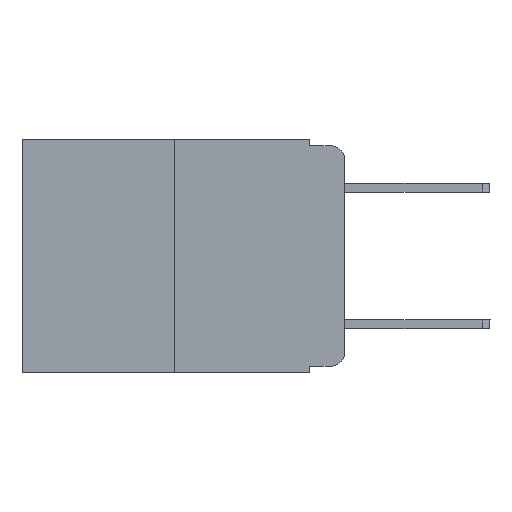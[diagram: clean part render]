
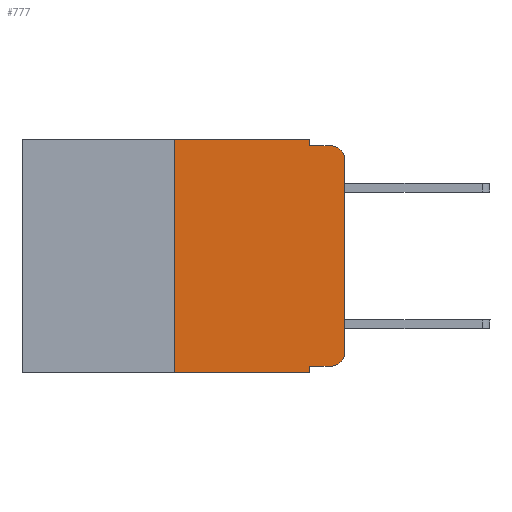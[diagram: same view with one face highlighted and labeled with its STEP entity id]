
A CAD part, left-side view. The second image highlights one B-rep face of the part: STEP entity #777.
In plain terms, the highlighted planar face has unit normal (-1, 0, 0).
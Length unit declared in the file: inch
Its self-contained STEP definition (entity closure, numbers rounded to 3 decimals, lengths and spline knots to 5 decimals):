
#33 = DIRECTION ( 'NONE',  ( 1., 0., 0. ) ) ;
#187 = CIRCLE ( 'NONE', #7945, 0.02 ) ;
#233 = LINE ( 'NONE', #3426, #9014 ) ;
#241 = VECTOR ( 'NONE', #5379, 39.37008 ) ;
#287 = EDGE_CURVE ( 'NONE', #1983, #593, #1796, .T. ) ;
#379 = CARTESIAN_POINT ( 'NONE',  ( 0., 0., -0.313 ) ) ;
#528 = DIRECTION ( 'NONE',  ( -1., 0., 0. ) ) ;
#563 = CARTESIAN_POINT ( 'NONE',  ( 0., 0.02, -0.01 ) ) ;
#593 = VERTEX_POINT ( 'NONE', #5275 ) ;
#599 = DIRECTION ( 'NONE',  ( -1., 0., 0. ) ) ;
#663 = VECTOR ( 'NONE', #817, 39.37008 ) ;
#776 = EDGE_CURVE ( 'NONE', #9798, #6039, #2068, .T. ) ;
#777 = ADVANCED_FACE ( 'NONE', ( #1814 ), #9661, .F. ) ;
#817 = DIRECTION ( 'NONE',  ( 0., -1., 0. ) ) ;
#968 = EDGE_CURVE ( 'NONE', #9798, #4957, #1679, .T. ) ;
#1201 = ORIENTED_EDGE ( 'NONE', *, *, #2236, .T. ) ;
#1344 = ORIENTED_EDGE ( 'NONE', *, *, #3841, .T. ) ;
#1451 = ORIENTED_EDGE ( 'NONE', *, *, #776, .T. ) ;
#1545 = CARTESIAN_POINT ( 'NONE',  ( 0., 0.473, 0. ) ) ;
#1608 = ORIENTED_EDGE ( 'NONE', *, *, #2884, .T. ) ;
#1679 = LINE ( 'NONE', #8425, #5011 ) ;
#1796 = LINE ( 'NONE', #1545, #2051 ) ;
#1814 = FACE_OUTER_BOUND ( 'NONE', #8634, .T. ) ;
#1983 = VERTEX_POINT ( 'NONE', #8284 ) ;
#2051 = VECTOR ( 'NONE', #4109, 39.37008 ) ;
#2068 = LINE ( 'NONE', #8844, #663 ) ;
#2126 = CARTESIAN_POINT ( 'NONE',  ( 0., 0.473, -0.343 ) ) ;
#2236 = EDGE_CURVE ( 'NONE', #5568, #4957, #6731, .T. ) ;
#2349 = CARTESIAN_POINT ( 'NONE',  ( 0., 0.02, -0.313 ) ) ;
#2480 = CARTESIAN_POINT ( 'NONE',  ( 0., 0.25, -0.343 ) ) ;
#2596 = CARTESIAN_POINT ( 'NONE',  ( 0., 0., 0. ) ) ;
#2693 = DIRECTION ( 'NONE',  ( 0., 0., -1. ) ) ;
#2884 = EDGE_CURVE ( 'NONE', #6564, #2914, #7587, .T. ) ;
#2914 = VERTEX_POINT ( 'NONE', #563 ) ;
#3186 = ORIENTED_EDGE ( 'NONE', *, *, #287, .F. ) ;
#3426 = CARTESIAN_POINT ( 'NONE',  ( 0., 0.051, -0.01 ) ) ;
#3690 = CARTESIAN_POINT ( 'NONE',  ( 0., 0.051, -0.01 ) ) ;
#3841 = EDGE_CURVE ( 'NONE', #7292, #6564, #7907, .T. ) ;
#4109 = DIRECTION ( 'NONE',  ( 0., -1., 0. ) ) ;
#4230 = ORIENTED_EDGE ( 'NONE', *, *, #968, .F. ) ;
#4407 = CARTESIAN_POINT ( 'NONE',  ( 0., 0., -0.03 ) ) ;
#4441 = CARTESIAN_POINT ( 'NONE',  ( 0., 0.051, -0.343 ) ) ;
#4446 = VECTOR ( 'NONE', #2693, 39.37008 ) ;
#4957 = VERTEX_POINT ( 'NONE', #4441 ) ;
#5002 = DIRECTION ( 'NONE',  ( 0., -1., 0. ) ) ;
#5011 = VECTOR ( 'NONE', #5983, 39.37008 ) ;
#5275 = CARTESIAN_POINT ( 'NONE',  ( 0., 0.051, 0. ) ) ;
#5295 = CARTESIAN_POINT ( 'NONE',  ( 0., 0.02, -0.333 ) ) ;
#5379 = DIRECTION ( 'NONE',  ( 0., -1., 0. ) ) ;
#5419 = DIRECTION ( 'NONE',  ( 0., 0., -1. ) ) ;
#5568 = VERTEX_POINT ( 'NONE', #2480 ) ;
#5983 = DIRECTION ( 'NONE',  ( 0., 0., -1. ) ) ;
#6039 = VERTEX_POINT ( 'NONE', #5295 ) ;
#6329 = ORIENTED_EDGE ( 'NONE', *, *, #9154, .T. ) ;
#6467 = LINE ( 'NONE', #7910, #10502 ) ;
#6564 = VERTEX_POINT ( 'NONE', #4407 ) ;
#6578 = LINE ( 'NONE', #6786, #4446 ) ;
#6697 = EDGE_CURVE ( 'NONE', #5568, #1983, #6467, .T. ) ;
#6731 = LINE ( 'NONE', #2126, #241 ) ;
#6786 = CARTESIAN_POINT ( 'NONE',  ( 0., 0.051, 0. ) ) ;
#7010 = EDGE_CURVE ( 'NONE', #9670, #2914, #233, .T. ) ;
#7292 = VERTEX_POINT ( 'NONE', #379 ) ;
#7488 = ORIENTED_EDGE ( 'NONE', *, *, #10048, .F. ) ;
#7570 = CARTESIAN_POINT ( 'NONE',  ( 0., 0.051, -0.333 ) ) ;
#7587 = CIRCLE ( 'NONE', #8671, 0.02 ) ;
#7907 = LINE ( 'NONE', #2596, #8033 ) ;
#7909 = DIRECTION ( 'NONE',  ( 0., 0., -1. ) ) ;
#7910 = CARTESIAN_POINT ( 'NONE',  ( 0., 0.25, 0. ) ) ;
#7945 = AXIS2_PLACEMENT_3D ( 'NONE', #2349, #599, #7909 ) ;
#7989 = CARTESIAN_POINT ( 'NONE',  ( 0., 0.473, 0. ) ) ;
#8033 = VECTOR ( 'NONE', #9918, 39.37008 ) ;
#8237 = ORIENTED_EDGE ( 'NONE', *, *, #7010, .F. ) ;
#8284 = CARTESIAN_POINT ( 'NONE',  ( 0., 0.25, 0. ) ) ;
#8425 = CARTESIAN_POINT ( 'NONE',  ( 0., 0.051, 0. ) ) ;
#8530 = ORIENTED_EDGE ( 'NONE', *, *, #6697, .F. ) ;
#8589 = AXIS2_PLACEMENT_3D ( 'NONE', #7989, #33, #9764 ) ;
#8634 = EDGE_LOOP ( 'NONE', ( #1344, #1608, #8237, #7488, #3186, #8530, #1201, #4230, #1451, #6329 ) ) ;
#8671 = AXIS2_PLACEMENT_3D ( 'NONE', #10298, #528, #5419 ) ;
#8844 = CARTESIAN_POINT ( 'NONE',  ( 0., 0.051, -0.333 ) ) ;
#9014 = VECTOR ( 'NONE', #5002, 39.37008 ) ;
#9154 = EDGE_CURVE ( 'NONE', #6039, #7292, #187, .T. ) ;
#9661 = PLANE ( 'NONE',  #8589 ) ;
#9670 = VERTEX_POINT ( 'NONE', #3690 ) ;
#9764 = DIRECTION ( 'NONE',  ( 0., 0., -1. ) ) ;
#9798 = VERTEX_POINT ( 'NONE', #7570 ) ;
#9918 = DIRECTION ( 'NONE',  ( 0., 0., 1. ) ) ;
#10048 = EDGE_CURVE ( 'NONE', #593, #9670, #6578, .T. ) ;
#10230 = DIRECTION ( 'NONE',  ( 0., 0., 1. ) ) ;
#10298 = CARTESIAN_POINT ( 'NONE',  ( 0., 0.02, -0.03 ) ) ;
#10502 = VECTOR ( 'NONE', #10230, 39.37008 ) ;
